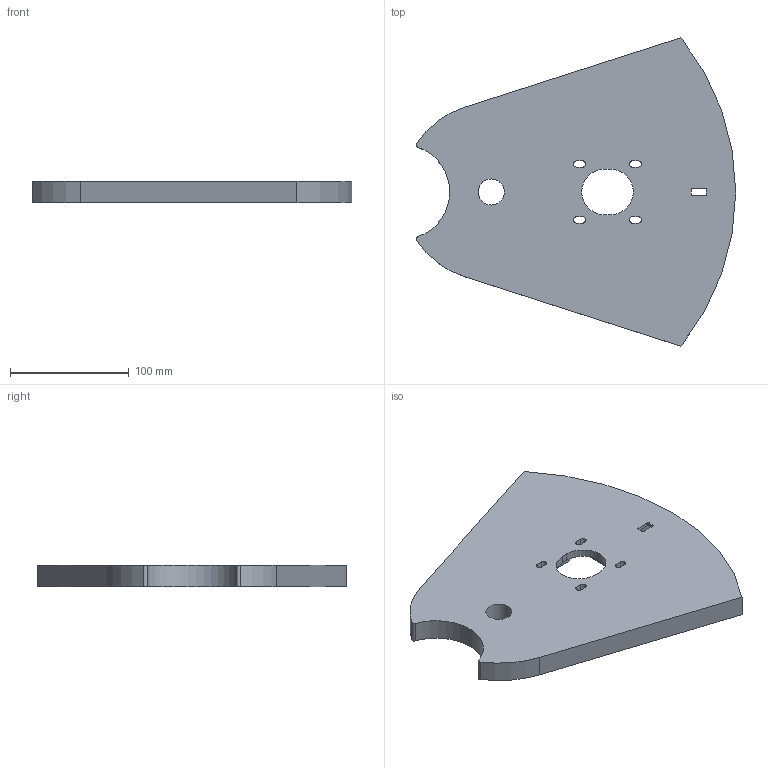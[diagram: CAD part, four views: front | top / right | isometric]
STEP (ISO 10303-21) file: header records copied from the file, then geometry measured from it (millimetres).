
FILE_DESCRIPTION(/* description */ (''),/* implementation_level */ '2;1');
FILE_NAME(/* name */ 'Basis oben.step',/* time_stamp */ '2024-08-11T17:29:29+02:00',/* author */ (''),/* organization */ (''),/* preprocessor_version */ 'ST-DEVELOPER v20',/* originating_system */ 'Autodesk Translation Framework v13.14.0.145',/* authorisation */ '');
FILE_SCHEMA (('AUTOMOTIVE_DESIGN { 1 0 10303 214 3 1 1 }'));
Length unit declared in the file: millimetre
Products named in the file (2): Stringer Basis MB; Basis oben
Assembly tree (1 placements, depth 2):
  Stringer Basis MB
    Basis oben
Bounding box: 269.42 x 260 x 18 mm (x, y, z)
Volume: 759861 mm3; surface area: 122884.2 mm2
Topology: 1 solids, 1 shells, 191 faces, 543 edges, 362 vertices
Faces by surface type: plane 113, cylinder 78
Full cylindrical faces by diameter (mm): 22 x1
Entity records: 6349 total; most frequent: CARTESIAN_POINT 1099, DIRECTION 1087, ORIENTED_EDGE 1086, EDGE_CURVE 543, LINE 387, VECTOR 387, VERTEX_POINT 362, AXIS2_PLACEMENT_3D 350
